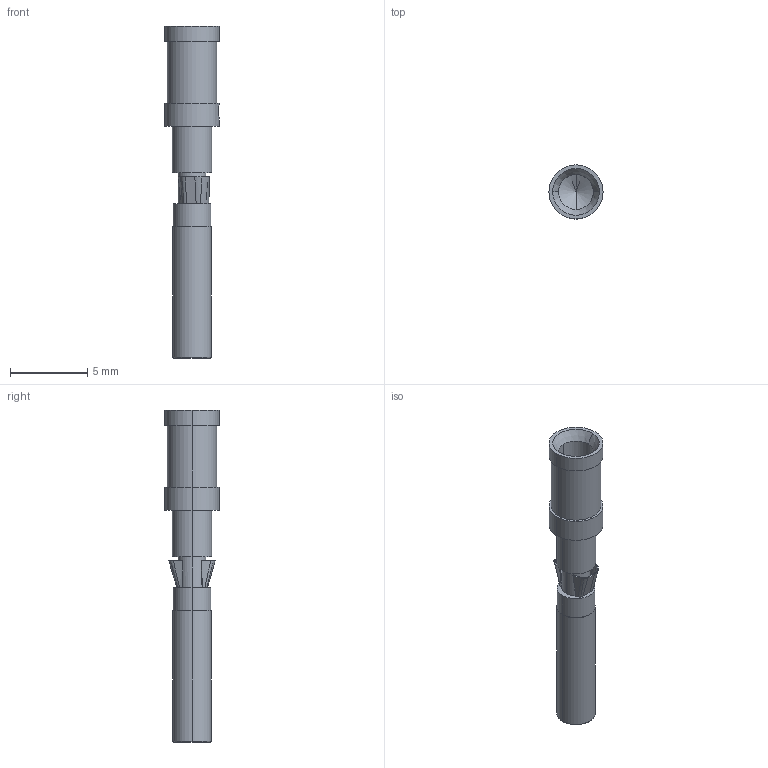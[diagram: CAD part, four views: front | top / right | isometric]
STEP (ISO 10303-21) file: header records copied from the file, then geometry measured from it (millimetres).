
FILE_DESCRIPTION(/* description */ (''),/* implementation_level */ '2;1');
FILE_NAME(/* name */ '3D_1010171201006_CDSF-2.5C_V1.0_stp.stp',/* time_stamp */ '2023-12-11T18:43:26+08:00',/* author */ (''),/* organization */ (''),/* preprocessor_version */ 'ST-DEVELOPER v18.1',/* originating_system */ 'SIEMENS PLM Software NX 1980',/* authorisation */ '');
FILE_SCHEMA (('FEATURE_BASED_PROCESS_PLANNING','TECHNICAL_DATA_PACKAGING','PROCESS_PLANNING_SCHEMA'));
Length unit declared in the file: millimetre
Products named in the file (1): 3D_1010171201006_CDSF-2.5C_V1.0_stp
Bounding box: 3.5 x 3.5 x 21.5 mm (x, y, z)
Volume: 82.6 mm3; surface area: 427.5 mm2
Topology: 1 solids, 1 shells, 120 faces, 302 edges, 190 vertices
Faces by surface type: cylinder 59, cone 26, plane 24, torus 8, bspline 3
Entity records: 3903 total; most frequent: CARTESIAN_POINT 1262, ORIENTED_EDGE 598, DIRECTION 466, EDGE_CURVE 299, AXIS2_PLACEMENT_3D 207, VERTEX_POINT 190, B_SPLINE_CURVE_WITH_KNOTS 158, EDGE_LOOP 131
